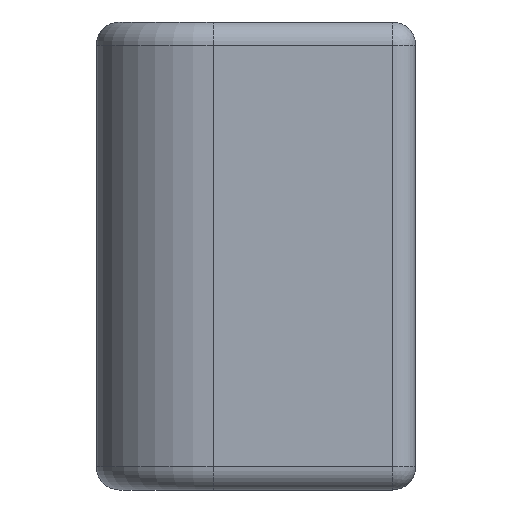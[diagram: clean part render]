
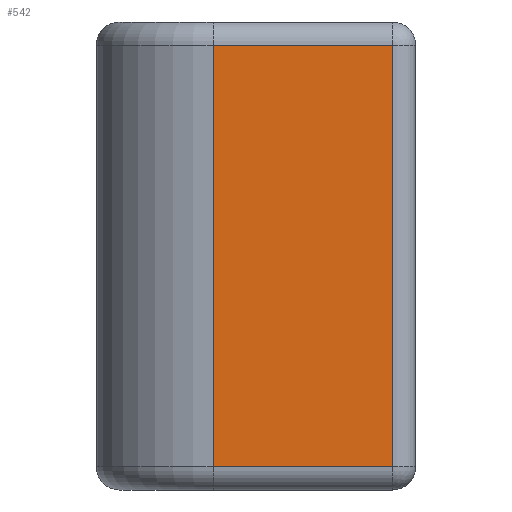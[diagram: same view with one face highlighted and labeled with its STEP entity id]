
A CAD part, front view. The second image highlights one B-rep face of the part: STEP entity #542.
In plain terms, the highlighted planar face has unit normal (0, -1, 0).
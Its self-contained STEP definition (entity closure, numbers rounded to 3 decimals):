
#84=FACE_OUTER_BOUND('',#120,.T.);
#120=EDGE_LOOP('',(#429,#430,#431,#432));
#163=LINE('',#867,#211);
#171=LINE('',#900,#219);
#173=LINE('',#906,#221);
#174=LINE('',#907,#222);
#211=VECTOR('',#685,10.);
#219=VECTOR('',#725,10.);
#221=VECTOR('',#731,10.);
#222=VECTOR('',#732,10.);
#254=VERTEX_POINT('',#860);
#256=VERTEX_POINT('',#865);
#265=VERTEX_POINT('',#899);
#267=VERTEX_POINT('',#905);
#308=EDGE_CURVE('',#256,#254,#163,.T.);
#325=EDGE_CURVE('',#254,#265,#171,.T.);
#328=EDGE_CURVE('',#267,#256,#173,.T.);
#329=EDGE_CURVE('',#265,#267,#174,.T.);
#429=ORIENTED_EDGE('',*,*,#308,.F.);
#430=ORIENTED_EDGE('',*,*,#328,.F.);
#431=ORIENTED_EDGE('',*,*,#329,.F.);
#432=ORIENTED_EDGE('',*,*,#325,.F.);
#517=PLANE('',#595);
#542=ADVANCED_FACE('',(#84),#517,.T.);
#595=AXIS2_PLACEMENT_3D('',#904,#729,#730);
#685=DIRECTION('',(-1.,0.,0.));
#725=DIRECTION('',(0.,0.,1.));
#729=DIRECTION('center_axis',(0.,-1.,0.));
#730=DIRECTION('ref_axis',(1.,0.,0.));
#731=DIRECTION('',(0.,0.,-1.));
#732=DIRECTION('',(1.,0.,0.));
#860=CARTESIAN_POINT('',(30.9,-122.,16.81));
#865=CARTESIAN_POINT('',(33.2,-122.,16.81));
#867=CARTESIAN_POINT('',(31.175,-122.,16.81));
#899=CARTESIAN_POINT('',(30.9,-122.,22.21));
#900=CARTESIAN_POINT('',(30.9,-122.,16.51));
#904=CARTESIAN_POINT('Origin',(30.9,-122.,16.51));
#905=CARTESIAN_POINT('',(33.2,-122.,22.21));
#906=CARTESIAN_POINT('',(33.2,-122.,16.51));
#907=CARTESIAN_POINT('',(31.175,-122.,22.21));
